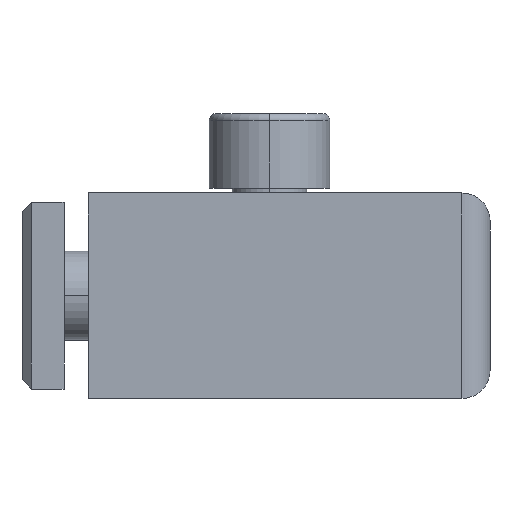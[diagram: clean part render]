
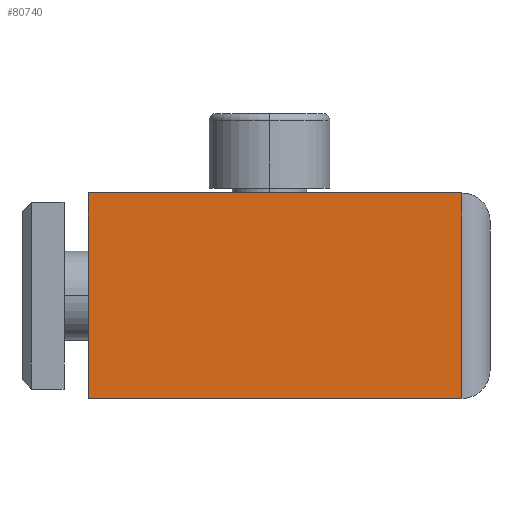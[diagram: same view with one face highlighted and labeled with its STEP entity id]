
A CAD part, front view. The second image highlights one B-rep face of the part: STEP entity #80740.
In plain terms, the highlighted planar face has unit normal (0, -1, 0).
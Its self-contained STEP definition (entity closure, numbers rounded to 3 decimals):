
#79800=CARTESIAN_POINT('',(0.,-11.,11.));
#79810=DIRECTION('',(1.,0.,0.));
#79820=VECTOR('',#79810,1.);
#79830=LINE('',#79800,#79820);
#79840=CARTESIAN_POINT('',(0.6,-11.,11.));
#79850=VERTEX_POINT('',#79840);
#79860=CARTESIAN_POINT('',(40.6,-11.,11.));
#79870=VERTEX_POINT('',#79860);
#79880=EDGE_CURVE('',#79850,#79870,#79830,.T.);
#80440=CARTESIAN_POINT('',(0.227,-11.,-10.2));
#80450=DIRECTION('',(-0.,-1.,-0.));
#80460=DIRECTION('',(-1.,0.,0.));
#80470=AXIS2_PLACEMENT_3D('',#80440,#80450,#80460);
#80480=PLANE('',#80470);
#80490=CARTESIAN_POINT('',(0.,-11.,-11.));
#80500=DIRECTION('',(-1.,0.,0.));
#80510=VECTOR('',#80500,1.);
#80520=LINE('',#80490,#80510);
#80530=CARTESIAN_POINT('',(40.6,-11.,-11.));
#80540=VERTEX_POINT('',#80530);
#80550=CARTESIAN_POINT('',(0.6,-11.,-11.));
#80560=VERTEX_POINT('',#80550);
#80570=EDGE_CURVE('',#80540,#80560,#80520,.T.);
#80580=ORIENTED_EDGE('',*,*,#80570,.F.);
#80590=CARTESIAN_POINT('',(0.6,-11.,0.));
#80600=DIRECTION('',(0.,0.,1.));
#80610=VECTOR('',#80600,1.);
#80620=LINE('',#80590,#80610);
#80630=EDGE_CURVE('',#80560,#79850,#80620,.T.);
#80640=ORIENTED_EDGE('',*,*,#80630,.F.);
#80650=ORIENTED_EDGE('',*,*,#79880,.F.);
#80660=CARTESIAN_POINT('',(40.6,-11.,0.));
#80670=DIRECTION('',(0.,0.,1.));
#80680=VECTOR('',#80670,1.);
#80690=LINE('',#80660,#80680);
#80700=EDGE_CURVE('',#80540,#79870,#80690,.T.);
#80710=ORIENTED_EDGE('',*,*,#80700,.T.);
#80720=EDGE_LOOP('',(#80710,#80650,#80640,#80580));
#80730=FACE_OUTER_BOUND('',#80720,.T.);
#80740=ADVANCED_FACE('',(#80730),#80480,.T.);
